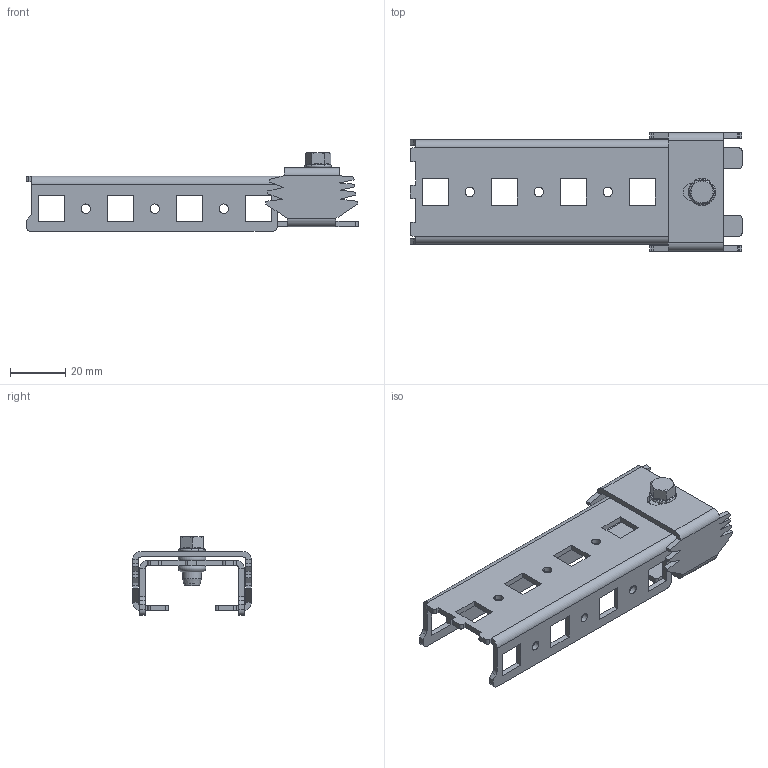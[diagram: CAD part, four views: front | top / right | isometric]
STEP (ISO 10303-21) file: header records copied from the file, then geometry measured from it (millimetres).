
FILE_DESCRIPTION (( 'STEP AP203' ), '1' );
FILE_NAME ('ÊÈÂÀ 240.03.00-15Ó× Ñáîðêà áëîêà.STEP', '2024-01-31T11:36:47', ( '' ), ( '' ), 'SwSTEP 2.0', 'SolidWorks 2022', '' );
FILE_SCHEMA (( 'CONFIG_CONTROL_DESIGN' ));
Length unit declared in the file: millimetre
Products named in the file (6): КИВА 240.03.00-15УЧ Сборка блока; КИВА 240.03.01; КИВА 240.03.10-15СБ_-15 (В=150); КИВА 240.03.11-15_-15 (В=150); Болт фланцевый DIN 6921_M5x12; Заклёпка резьбовая_Заклёпка резьбовая М5
Assembly tree (5 placements, depth 3):
  КИВА 240.03.00-15УЧ Сборка блока
    КИВА 240.03.10-15СБ_-15 (В=150)
      КИВА 240.03.11-15_-15 (В=150)
      Заклёпка резьбовая_Заклёпка резьбовая М5
    КИВА 240.03.01
    Болт фланцевый DIN 6921_M5x12
Bounding box: 120.5 x 43 x 28.6 mm (x, y, z)
Volume: 18632 mm3; surface area: 21543.2 mm2
Topology: 4 solids, 4 shells, 292 faces, 771 edges, 491 vertices
Faces by surface type: plane 186, cylinder 65, bspline 18, cone 17, torus 6
Entity records: 9926 total; most frequent: CARTESIAN_POINT 2038, ORIENTED_EDGE 1542, DIRECTION 1452, EDGE_CURVE 771, LINE 522, VECTOR 522, VERTEX_POINT 491, AXIS2_PLACEMENT_3D 465
